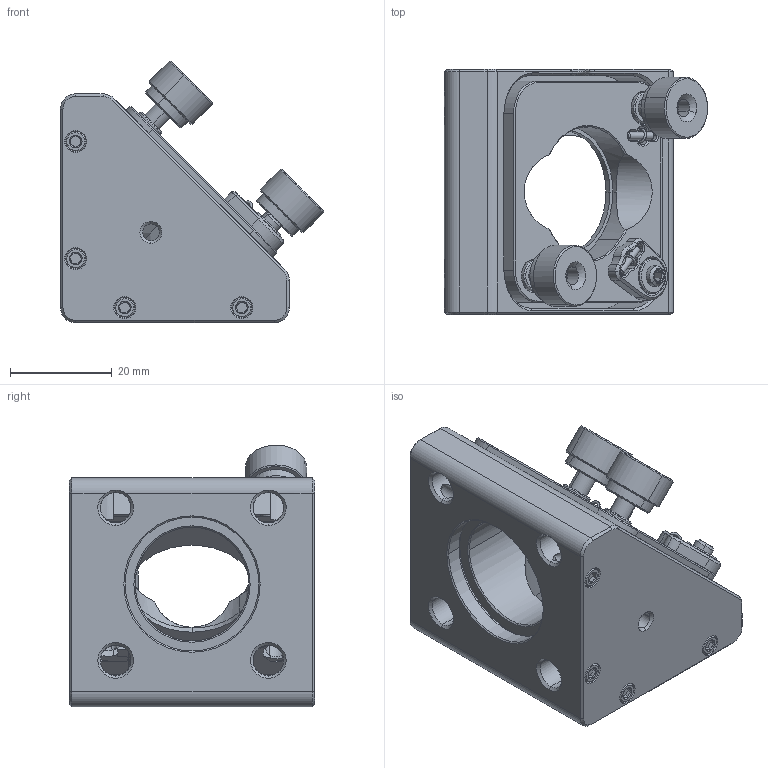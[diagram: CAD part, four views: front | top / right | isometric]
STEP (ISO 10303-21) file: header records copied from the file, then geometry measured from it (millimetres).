
FILE_DESCRIPTION (( 'STEP AP214' ), '1' );
FILE_NAME ('2.2.3.1_L30T-Z6M_30 mm笼式系统直角光学调整架，带6mm笼杆孔，带M4，M6螺纹.STEP', '2021-07-29T01:07:47', ( 'Microsoft' ), ( 'Microsoft' ), 'SwSTEP 2.0', 'SolidWorks 2018', '' );
FILE_SCHEMA (( 'AUTOMOTIVE_DESIGN' ));
Length unit declared in the file: millimetre
Products named in the file (1): 2.2.3.1_L30T-Z6M_30 mm笼式系统直角光学调整架，带6mm笼杆孔，带M4，M6螺纹
Bounding box: 51.7 x 48.26 x 51.42 mm (x, y, z)
Surface area: 20189.1 mm2 (no closed solid volume)
Topology: 0 solids, 37 shells, 540 faces, 1492 edges, 954 vertices
Faces by surface type: cone 207, plane 185, cylinder 132, torus 8, bspline 8
Entity records: 29783 total; most frequent: CARTESIAN_POINT 10239, DIRECTION 2916, ORIENTED_EDGE 2678, EDGE_CURVE 1476, AXIS2_PLACEMENT_3D 1123, VERTEX_POINT 954, LINE 670, VECTOR 670
